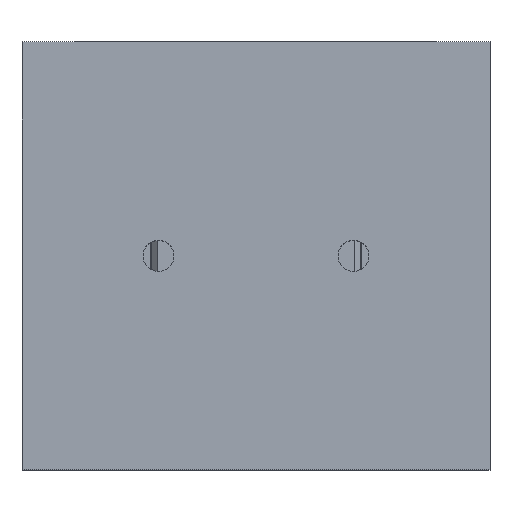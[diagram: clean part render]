
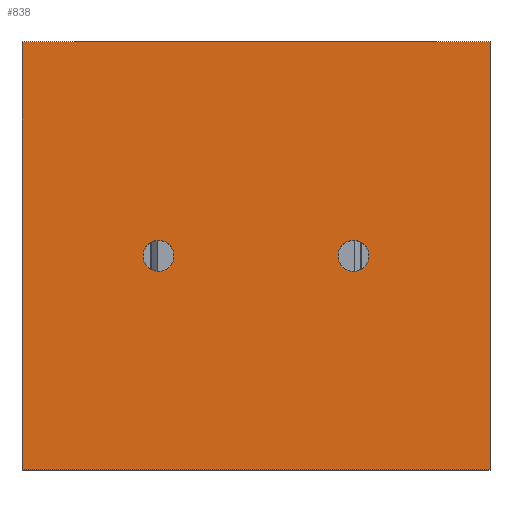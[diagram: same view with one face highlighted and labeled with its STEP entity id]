
A CAD part, top view. The second image highlights one B-rep face of the part: STEP entity #838.
In plain terms, the highlighted planar face has unit normal (0, 0, 1).
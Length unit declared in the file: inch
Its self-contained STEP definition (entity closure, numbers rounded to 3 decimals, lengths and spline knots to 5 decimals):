
#285=CARTESIAN_POINT('',(-0.414,0.0,0.364));
#286=VERTEX_POINT('',#285);
#302=CARTESIAN_POINT('',(-0.57,0.,0.364));
#303=VERTEX_POINT('',#302);
#310=CARTESIAN_POINT('',(-0.492,0.0,0.364));
#311=DIRECTION('',(0.0,0.0,-1.0));
#312=DIRECTION('',(1.0,0.0,0.0));
#313=AXIS2_PLACEMENT_3D('',#310,#311,#312);
#314=CIRCLE('',#313,0.078);
#315=EDGE_CURVE('',#286,#303,#314,.T.);
#348=CARTESIAN_POINT('',(0.57,0.0,0.364));
#349=VERTEX_POINT('',#348);
#365=CARTESIAN_POINT('',(0.414,0.,0.364));
#366=VERTEX_POINT('',#365);
#373=CARTESIAN_POINT('',(0.492,0.0,0.364));
#374=DIRECTION('',(0.0,0.0,-1.0));
#375=DIRECTION('',(1.0,0.0,0.0));
#376=AXIS2_PLACEMENT_3D('',#373,#374,#375);
#377=CIRCLE('',#376,0.078);
#378=EDGE_CURVE('',#349,#366,#377,.T.);
#410=CARTESIAN_POINT('',(0.492,0.0,0.364));
#411=DIRECTION('',(0.0,0.0,-1.0));
#412=DIRECTION('',(1.0,0.0,0.0));
#413=AXIS2_PLACEMENT_3D('',#410,#411,#412);
#414=CIRCLE('',#413,0.078);
#415=EDGE_CURVE('',#366,#349,#414,.T.);
#455=CARTESIAN_POINT('',(-0.492,0.0,0.364));
#456=DIRECTION('',(0.0,0.0,-1.0));
#457=DIRECTION('',(1.0,0.0,0.0));
#458=AXIS2_PLACEMENT_3D('',#455,#456,#457);
#459=CIRCLE('',#458,0.078);
#460=EDGE_CURVE('',#303,#286,#459,.T.);
#774=CARTESIAN_POINT('',(1.181,1.08,0.364));
#775=VERTEX_POINT('',#774);
#782=CARTESIAN_POINT('',(1.181,-1.08,0.364));
#783=VERTEX_POINT('',#782);
#784=CARTESIAN_POINT('',(1.181,-1.08,0.364));
#785=DIRECTION('',(0.0,1.0,0.0));
#786=VECTOR('',#785,2.16);
#787=LINE('',#784,#786);
#788=EDGE_CURVE('',#783,#775,#787,.T.);
#800=CARTESIAN_POINT('',(1.181,-1.08,0.364));
#801=DIRECTION('',(0.0,0.0,1.0));
#802=DIRECTION('',(1.0,0.0,0.0));
#803=AXIS2_PLACEMENT_3D('',#800,#801,#802);
#804=PLANE('',#803);
#805=CARTESIAN_POINT('',(-1.181,1.08,0.364));
#806=VERTEX_POINT('',#805);
#807=CARTESIAN_POINT('',(1.181,1.08,0.364));
#808=DIRECTION('',(-1.0,0.0,0.0));
#809=VECTOR('',#808,2.362);
#810=LINE('',#807,#809);
#811=EDGE_CURVE('',#775,#806,#810,.T.);
#812=ORIENTED_EDGE('',*,*,#811,.T.);
#813=CARTESIAN_POINT('',(-1.181,-1.08,0.364));
#814=VERTEX_POINT('',#813);
#815=CARTESIAN_POINT('',(-1.181,-1.08,0.364));
#816=DIRECTION('',(0.0,1.0,0.0));
#817=VECTOR('',#816,2.16);
#818=LINE('',#815,#817);
#819=EDGE_CURVE('',#814,#806,#818,.T.);
#820=ORIENTED_EDGE('',*,*,#819,.F.);
#821=CARTESIAN_POINT('',(-1.181,-1.08,0.364));
#822=DIRECTION('',(1.0,0.0,0.0));
#823=VECTOR('',#822,2.362);
#824=LINE('',#821,#823);
#825=EDGE_CURVE('',#814,#783,#824,.T.);
#826=ORIENTED_EDGE('',*,*,#825,.T.);
#827=ORIENTED_EDGE('',*,*,#788,.T.);
#828=EDGE_LOOP('',(#812,#820,#826,#827));
#829=FACE_OUTER_BOUND('',#828,.T.);
#830=ORIENTED_EDGE('',*,*,#378,.T.);
#831=ORIENTED_EDGE('',*,*,#415,.T.);
#832=EDGE_LOOP('',(#830,#831));
#833=FACE_BOUND('',#832,.T.);
#834=ORIENTED_EDGE('',*,*,#315,.T.);
#835=ORIENTED_EDGE('',*,*,#460,.T.);
#836=EDGE_LOOP('',(#834,#835));
#837=FACE_BOUND('',#836,.T.);
#838=ADVANCED_FACE('',(#829,#833,#837),#804,.T.);
